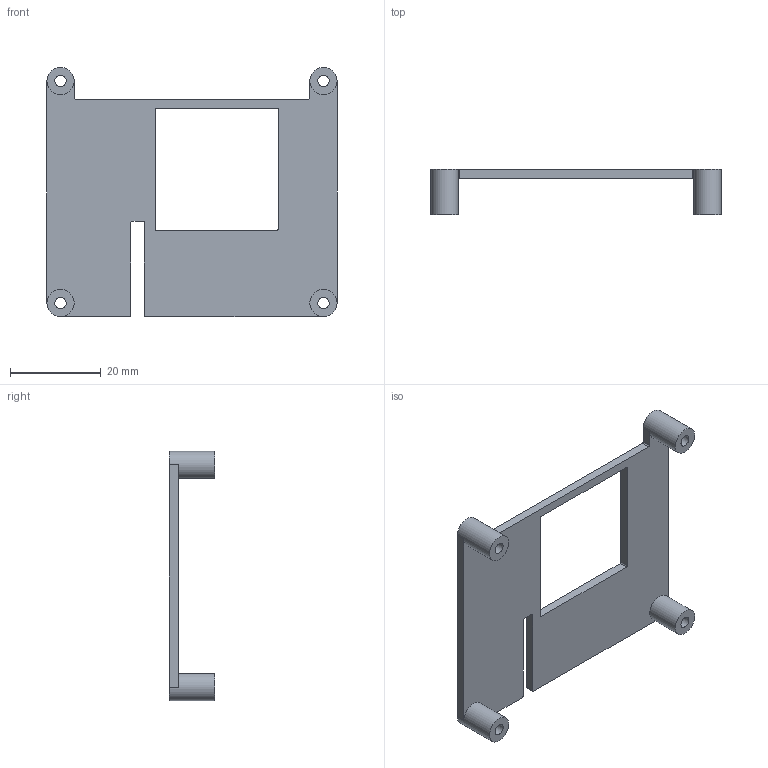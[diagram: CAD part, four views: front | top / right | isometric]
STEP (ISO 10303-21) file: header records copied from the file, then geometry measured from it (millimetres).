
FILE_DESCRIPTION(/* description */ (''),/* implementation_level */ '2;1');
FILE_NAME(/* name */ 'devFrame RPi 4 Fan Cover.step',/* time_stamp */ '2020-01-14T11:39:42-06:00',/* author */ (''),/* organization */ (''),/* preprocessor_version */ 'ST-DEVELOPER v18',/* originating_system */ 'Autodesk Translation Framework v8.12.0.6',/* authorisation */ '');
FILE_SCHEMA (('AUTOMOTIVE_DESIGN { 1 0 10303 214 3 1 1 }'));
Length unit declared in the file: millimetre
Products named in the file (1): devFrame RPi 4 Cover
Bounding box: 64 x 10 x 55 mm (x, y, z)
Volume: 5413.4 mm3; surface area: 6369.5 mm2
Topology: 1 solids, 1 shells, 38 faces, 105 edges, 69 vertices
Faces by surface type: plane 20, cylinder 18
Full cylindrical faces by diameter (mm): 2.5 x4, 6 x4
Entity records: 1279 total; most frequent: DIRECTION 224, CARTESIAN_POINT 213, ORIENTED_EDGE 210, EDGE_CURVE 105, AXIS2_PLACEMENT_3D 80, VERTEX_POINT 69, LINE 64, VECTOR 64
